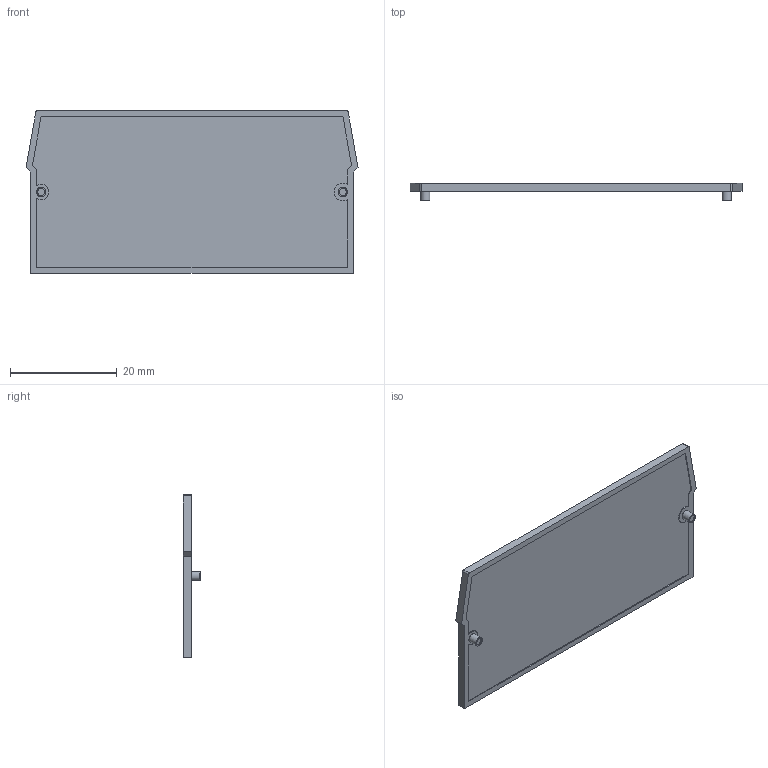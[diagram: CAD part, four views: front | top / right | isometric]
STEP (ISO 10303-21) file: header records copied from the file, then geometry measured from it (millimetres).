
FILE_DESCRIPTION(/* description */ (''),/* implementation_level */ '2;1');
FILE_NAME(/* name */ 'EPCX2_5_3.stp',/* time_stamp */ '2016-06-23T10:02:20-04:00',/* author */ ('CAD Station'),/* organization */ (''),/* preprocessor_version */ 'ST-DEVELOPER v16.1',/* originating_system */ 'Autodesk Inventor 2016',/* authorisation */ '');
FILE_SCHEMA (('AUTOMOTIVE_DESIGN { 1 0 10303 214 3 1 1 }'));
Length unit declared in the file: metre
Products named in the file (1): EPCX2_5_3
Bounding box: 62.2 x 3.29 x 30.5 mm (x, y, z)
Volume: 2335.9 mm3; surface area: 4036.2 mm2
Topology: 1 solids, 1 shells, 180 faces, 486 edges, 324 vertices
Faces by surface type: plane 105, bspline 67, cylinder 8
Full cylindrical faces by diameter (mm): 1.317 x2, 1.758 x2
Entity records: 5959 total; most frequent: CARTESIAN_POINT 1858, ORIENTED_EDGE 964, DIRECTION 592, EDGE_CURVE 482, LINE 332, VECTOR 332, VERTEX_POINT 324, EDGE_LOOP 200
